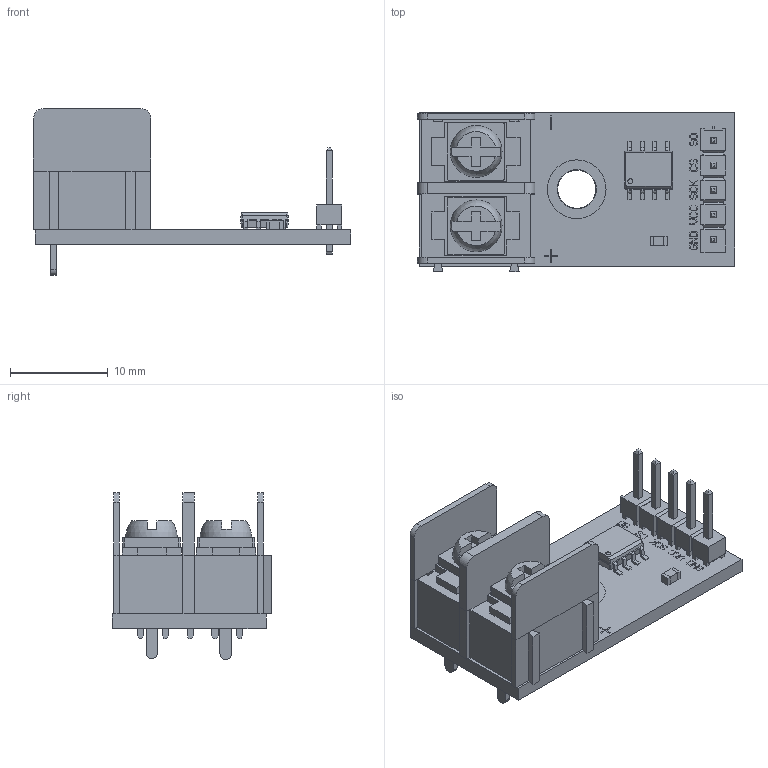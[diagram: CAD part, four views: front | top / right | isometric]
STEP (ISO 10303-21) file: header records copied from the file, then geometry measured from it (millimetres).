
FILE_DESCRIPTION(('FreeCAD Model'),'2;1');
FILE_NAME('Open CASCADE Shape Model','2023-06-19T16:22:21',(''),(''), 'Open CASCADE STEP processor 7.6','FreeCAD','Unknown');
FILE_SCHEMA(('AUTOMOTIVE_DESIGN { 1 0 10303 214 1 1 1 1 }'));
Length unit declared in the file: millimetre
Products named in the file (32): PCB; Board; Open CASCADE STEP translator 7.5 1.1.1; J2; KF762; Plastic; Metal; U1; SOIC8; J1; TSW-105-07-G-S; _TSW-105-07-G-S_body; _T-1S6-07-TSW-1-07-5-S; C1; 2171585147712; Extruded; 2171585151312; Extruded001; 2171585151312001; Extruded002; GND; VCC; SCK; CS; SO; +; -; +001; -001; MAX6675K; V1.2; Pads
Assembly tree (31 placements, depth 4):
  PCB
    Board
      Open CASCADE STEP translator 7.5 1.1.1
    J2
      KF762
        Plastic
        Metal
    U1
      SOIC8
    J1
      TSW-105-07-G-S
        _TSW-105-07-G-S_body
        _T-1S6-07-TSW-1-07-5-S
    C1
      2171585147712
        Extruded
      2171585151312
        Extruded001
      2171585151312001
        Extruded002
    GND
    VCC
    SCK
    CS
    SO
    +
    -
    +001
    -001
    MAX6675K
    V1.2
    Pads
Bounding box: 32.46 x 16.33 x 17.06 mm (x, y, z)
Volume: 876 mm3; surface area: 3238.5 mm2
Topology: 14 solids, 85 shells, 687 faces, 2499 edges, 1933 vertices
Faces by surface type: plane 595, cylinder 90, sphere 2
Full cylindrical faces by diameter (mm): 0.889 x5, 1.016 x5, 1.143 x2, 1.27 x2, 1.778 x5, 2.032 x2, 3.9 x1, 4 x1, 6 x1
Entity records: 56532 total; most frequent: CARTESIAN_POINT 11895, DIRECTION 7625, LINE 5729, VECTOR 5729, ORIENTED_EDGE 4062, PCURVE 4062, DEFINITIONAL_REPRESENTATION 4062, EDGE_CURVE 2499
